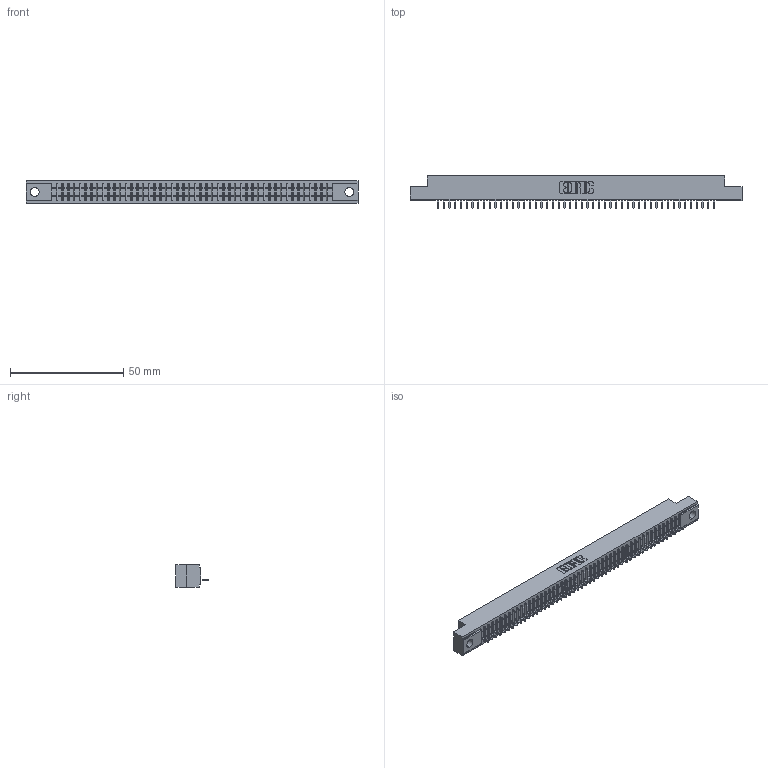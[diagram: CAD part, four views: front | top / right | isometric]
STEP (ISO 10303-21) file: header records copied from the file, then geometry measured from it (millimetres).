
FILE_DESCRIPTION (( 'STEP AP203' ), '1' );
FILE_NAME ('391-049-520-104.STEP', '2018-08-09T04:35:55', ( '' ), ( '' ), 'SwSTEP 2.0', 'SolidWorks 2016', '' );
FILE_SCHEMA (( 'CONFIG_CONTROL_DESIGN' ));
Length unit declared in the file: inch
Products named in the file (3): 341-292-001_341-292-120; 391-049-520-104; 341 Part_.156 (3.96) Dia Mounting Holes
Assembly tree (50 placements, depth 2):
  391-049-520-104
    341 Part_.156 (3.96) Dia Mounting Holes
    341-292-001_341-292-120  x49
Bounding box: 146.69 x 14.27 x 10.16 mm (x, y, z)
Volume: 10383.4 mm3; surface area: 16053.3 mm2
Topology: 50 solids, 50 shells, 4148 faces, 11965 edges, 7678 vertices
Faces by surface type: plane 2581, cylinder 1371, sphere 100, torus 96
Entity records: 57218 total; most frequent: CARTESIAN_POINT 9728, ORIENTED_EDGE 9714, DIRECTION 9377, EDGE_CURVE 4857, LINE 3939, VECTOR 3939, VERTEX_POINT 3070, AXIS2_PLACEMENT_3D 2719
